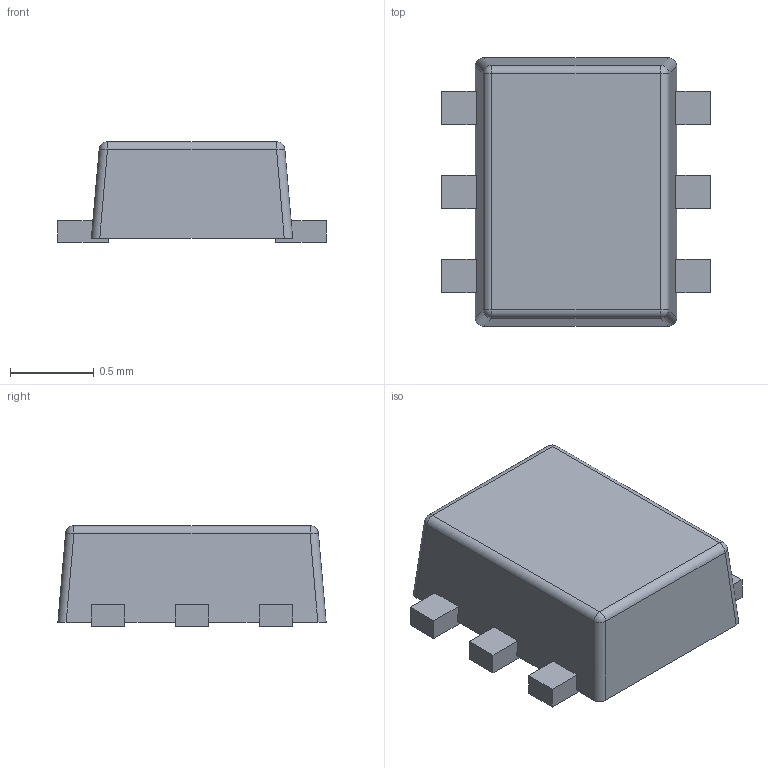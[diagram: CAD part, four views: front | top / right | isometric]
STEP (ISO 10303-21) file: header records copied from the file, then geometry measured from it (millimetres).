
FILE_DESCRIPTION(('CAx-IF Rec.Pracs.---Model Styling and Organization---1.5---2016-08-15','CAx-IF Rec.Pracs.---Geometric and Assembly Validation Properties---4.4---2016-08-17','CAx-IF Rec.Pracs.---User Defined Attributes---1.5---2016-08-15','CAx-IF Rec.Pracs.---External References---2.1---2005-01-19'),'2;1');
FILE_NAME('14918490.step','2023-05-29T17:56:01',('Unspecified'),('Unspecified'),'CAD Exchanger 3.8.1 (cadexchanger.com)','Unspecified','');
FILE_SCHEMA(('AUTOMOTIVE_DESIGN { 1 0 10303 214 1 1 1 1 }'));
Length unit declared in the file: millimetre
Products named in the file (4): DRL0006A_ASM; FRAME-DRL0006A; BODY-SOT; PIN1-ID
Assembly tree (3 placements, depth 2):
  DRL0006A_ASM
    FRAME-DRL0006A
    BODY-SOT
    PIN1-ID
Bounding box: 1.6 x 1.6 x 0.6 mm (x, y, z)
Volume: 1.1 mm3; surface area: 8.2 mm2
Topology: 7 solids, 7 shells, 78 faces, 180 edges, 116 vertices
Faces by surface type: plane 66, cylinder 8, sphere 4
Entity records: 2752 total; most frequent: CARTESIAN_POINT 405, ORIENTED_EDGE 360, DIRECTION 352, EDGE_CURVE 180, LINE 164, VECTOR 164, VERTEX_POINT 116, PROPERTY_DEFINITION 95
